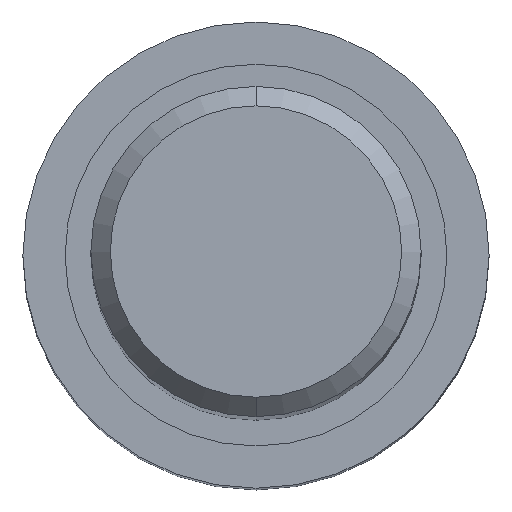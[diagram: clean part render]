
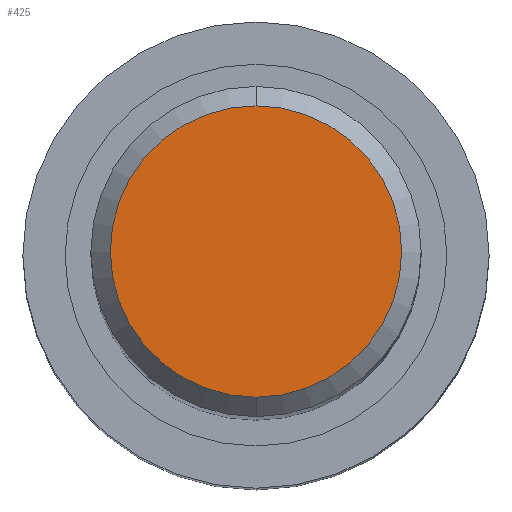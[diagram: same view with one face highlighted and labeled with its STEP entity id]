
A CAD part, top view. The second image highlights one B-rep face of the part: STEP entity #425.
In plain terms, the highlighted planar face has unit normal (0, 0, 1).
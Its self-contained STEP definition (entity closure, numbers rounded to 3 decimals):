
#317=EDGE_CURVE('',#377,#399,#667,.T.);
#377=VERTEX_POINT('',#738);
#399=VERTEX_POINT('',#760);
#425=ADVANCED_FACE('',(#791),#792,.T.);
#473=EDGE_CURVE('',#399,#377,#844,.T.);
#667=CIRCLE('',#1158,3.75);
#738=CARTESIAN_POINT('',(0.,-3.75,0.0));
#760=CARTESIAN_POINT('',(0.0,3.75,0.0));
#791=FACE_OUTER_BOUND('',#1432,.T.);
#792=PLANE('',#1433);
#844=CIRCLE('',#1517,3.75);
#1158=AXIS2_PLACEMENT_3D('',#1727,#1728,#1729);
#1432=EDGE_LOOP('',(#1891,#1892));
#1433=AXIS2_PLACEMENT_3D('',#1893,#1894,#1895);
#1517=AXIS2_PLACEMENT_3D('',#1952,#1953,#1954);
#1727=CARTESIAN_POINT('',(0.0,0.0,0.0));
#1728=DIRECTION('',(0.0,0.0,-1.0));
#1729=DIRECTION('',(0.0,1.0,0.0));
#1891=ORIENTED_EDGE('',*,*,#473,.F.);
#1892=ORIENTED_EDGE('',*,*,#317,.F.);
#1893=CARTESIAN_POINT('',(0.0,1.875,0.0));
#1894=DIRECTION('',(-0.0,0.0,1.0));
#1895=DIRECTION('',(0.0,-1.0,0.0));
#1952=CARTESIAN_POINT('',(0.0,0.0,0.0));
#1953=DIRECTION('',(0.0,0.0,-1.0));
#1954=DIRECTION('',(0.0,1.0,0.0));
